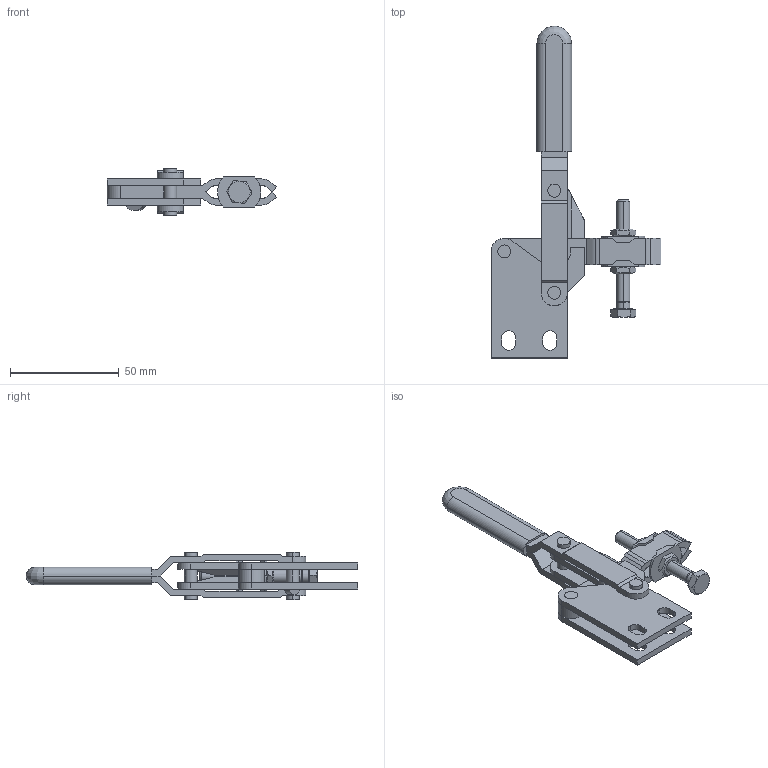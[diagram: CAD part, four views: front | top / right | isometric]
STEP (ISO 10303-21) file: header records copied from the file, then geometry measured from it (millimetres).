
FILE_DESCRIPTION((''),'2;1');
FILE_NAME('MG3U.stp','2006-07-11T16:03:01',('Matthew'),(''),'Autodesk Inventor 8','Autodesk Inventor 8','');
FILE_SCHEMA(('AUTOMOTIVE_DESIGN { 1 0 10303 214 1 1 1 1 }'));
Length unit declared in the file: millimetre
Products named in the file (7): MG3U; MG3U1; MG3U2; MG3U3; MG3U4; MG3U5; MG3U6
Assembly tree (6 placements, depth 2):
  MG3U
    MG3U1
    MG3U2
    MG3U3
    MG3U4
    MG3U5
    MG3U6
Bounding box: 78 x 152.76 x 22 mm (x, y, z)
Volume: 34194.6 mm3; surface area: 25401.6 mm2
Topology: 7 solids, 7 shells, 296 faces, 775 edges, 514 vertices
Faces by surface type: plane 134, cylinder 93, bspline 43, cone 26
Entity records: 9616 total; most frequent: CARTESIAN_POINT 2080, ORIENTED_EDGE 1550, DIRECTION 1527, EDGE_CURVE 775, AXIS2_PLACEMENT_3D 526, VERTEX_POINT 514, VECTOR 475, LINE 475
